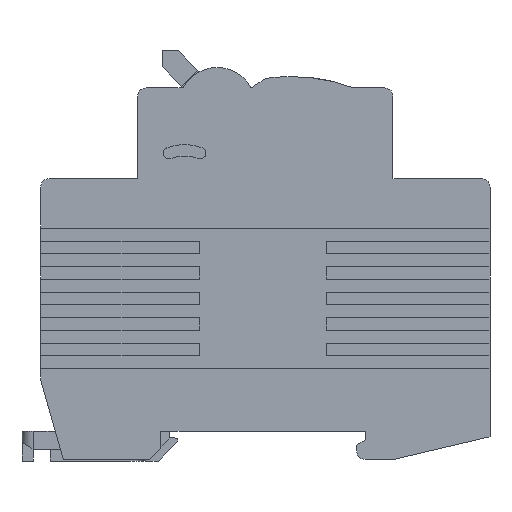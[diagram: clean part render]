
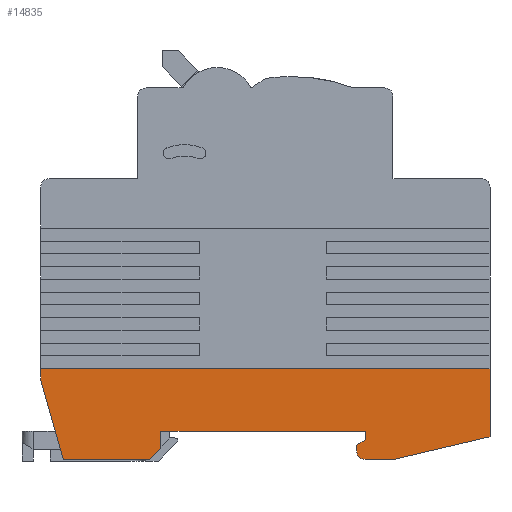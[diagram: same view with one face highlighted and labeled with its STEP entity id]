
A CAD part, left-side view. The second image highlights one B-rep face of the part: STEP entity #14835.
In plain terms, the highlighted face is planar.
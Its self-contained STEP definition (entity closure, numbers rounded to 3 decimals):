
#237 = CARTESIAN_POINT ( 'NONE',  ( 35.6, 39.2, -32. ) ) ;
#370 = ORIENTED_EDGE ( 'NONE', *, *, #9138, .T. ) ;
#399 = ORIENTED_EDGE ( 'NONE', *, *, #14301, .T. ) ;
#406 = DIRECTION ( 'NONE',  ( 0., 0., -1. ) ) ;
#582 = VERTEX_POINT ( 'NONE', #3689 ) ;
#755 = DIRECTION ( 'NONE',  ( 1., 0., 0. ) ) ;
#1154 = CARTESIAN_POINT ( 'NONE',  ( 35.6, 57.2, -43. ) ) ;
#1477 = CARTESIAN_POINT ( 'NONE',  ( 35.6, 21.2, -46. ) ) ;
#1651 = DIRECTION ( 'NONE',  ( 0., 0., -1. ) ) ;
#1727 = DIRECTION ( 'NONE',  ( 0., 0., 1. ) ) ;
#1756 = EDGE_CURVE ( 'NONE', #10277, #6692, #16159, .T. ) ;
#1827 = LINE ( 'NONE', #3484, #18767 ) ;
#1988 = AXIS2_PLACEMENT_3D ( 'NONE', #18653, #755, #2515 ) ;
#2005 = ORIENTED_EDGE ( 'NONE', *, *, #17631, .T. ) ;
#2038 = EDGE_CURVE ( 'NONE', #7053, #10416, #6639, .T. ) ;
#2047 = LINE ( 'NONE', #13779, #3883 ) ;
#2085 = VECTOR ( 'NONE', #17421, 1000. ) ;
#2182 = CARTESIAN_POINT ( 'NONE',  ( 35.6, 39.2, -43. ) ) ;
#2515 = DIRECTION ( 'NONE',  ( 0., 0., -1. ) ) ;
#2676 = VECTOR ( 'NONE', #16610, 1000. ) ;
#2742 = VERTEX_POINT ( 'NONE', #4734 ) ;
#2775 = DIRECTION ( 'NONE',  ( 0., 0., -1. ) ) ;
#2823 = DIRECTION ( 'NONE',  ( -1., 0., 0. ) ) ;
#3247 = ORIENTED_EDGE ( 'NONE', *, *, #2038, .T. ) ;
#3381 = CARTESIAN_POINT ( 'NONE',  ( 35.6, 0., -34. ) ) ;
#3484 = CARTESIAN_POINT ( 'NONE',  ( 35.6, 5.336, -52.675 ) ) ;
#3687 = AXIS2_PLACEMENT_3D ( 'NONE', #16084, #2823, #17725 ) ;
#3689 = CARTESIAN_POINT ( 'NONE',  ( 35.6, 55.7, -45.5 ) ) ;
#3846 = VECTOR ( 'NONE', #1727, 1000. ) ;
#3883 = VECTOR ( 'NONE', #10933, 1000. ) ;
#3976 = LINE ( 'NONE', #11874, #2676 ) ;
#4067 = VECTOR ( 'NONE', #14959, 1000. ) ;
#4250 = VERTEX_POINT ( 'NONE', #15662 ) ;
#4307 = LINE ( 'NONE', #8734, #12751 ) ;
#4578 = EDGE_CURVE ( 'NONE', #15839, #17872, #4307, .T. ) ;
#4616 = CARTESIAN_POINT ( 'NONE',  ( 35.6, 21.2, -43. ) ) ;
#4734 = CARTESIAN_POINT ( 'NONE',  ( 35.6, 79.2, -44. ) ) ;
#5417 = CARTESIAN_POINT ( 'NONE',  ( 35.6, 57.2, -44.5 ) ) ;
#5512 = DIRECTION ( 'NONE',  ( 0., 1., 0. ) ) ;
#5660 = LINE ( 'NONE', #17485, #6833 ) ;
#5680 = VECTOR ( 'NONE', #406, 1000. ) ;
#6304 = EDGE_CURVE ( 'NONE', #2742, #6692, #2047, .T. ) ;
#6565 = DIRECTION ( 'NONE',  ( 0., -0.275, 0.962 ) ) ;
#6639 = LINE ( 'NONE', #2182, #14159 ) ;
#6692 = VERTEX_POINT ( 'NONE', #10243 ) ;
#6715 = EDGE_CURVE ( 'NONE', #7053, #13811, #3976, .T. ) ;
#6833 = VECTOR ( 'NONE', #2775, 1000. ) ;
#6943 = ORIENTED_EDGE ( 'NONE', *, *, #17820, .F. ) ;
#7053 = VERTEX_POINT ( 'NONE', #4616 ) ;
#7123 = CARTESIAN_POINT ( 'NONE',  ( 35.6, 55.7, -46.5 ) ) ;
#7150 = EDGE_CURVE ( 'NONE', #12709, #15839, #14773, .T. ) ;
#7171 = CARTESIAN_POINT ( 'NONE',  ( 35.6, 39.2, -48. ) ) ;
#7546 = ORIENTED_EDGE ( 'NONE', *, *, #4578, .T. ) ;
#8734 = CARTESIAN_POINT ( 'NONE',  ( 35.6, 0., -43. ) ) ;
#8969 = DIRECTION ( 'NONE',  ( 0., -1., 0. ) ) ;
#8977 = EDGE_CURVE ( 'NONE', #15597, #17872, #1827, .T. ) ;
#9015 = FACE_OUTER_BOUND ( 'NONE', #9639, .T. ) ;
#9067 = CARTESIAN_POINT ( 'NONE',  ( 35.6, 31.7, -35.5 ) ) ;
#9127 = VECTOR ( 'NONE', #8969, 1000. ) ;
#9138 = EDGE_CURVE ( 'NONE', #15755, #10277, #11273, .T. ) ;
#9639 = EDGE_LOOP ( 'NONE', ( #17160, #14070, #7546, #18102, #18313, #18184, #18824, #3247, #2005, #399, #6943, #370, #10517, #14325 ) ) ;
#10243 = CARTESIAN_POINT ( 'NONE',  ( 35.6, 62.2, -48. ) ) ;
#10277 = VERTEX_POINT ( 'NONE', #12555 ) ;
#10416 = VERTEX_POINT ( 'NONE', #1154 ) ;
#10517 = ORIENTED_EDGE ( 'NONE', *, *, #1756, .T. ) ;
#10801 = LINE ( 'NONE', #16727, #3846 ) ;
#10933 = DIRECTION ( 'NONE',  ( 0., -0.973, -0.229 ) ) ;
#11012 = CARTESIAN_POINT ( 'NONE',  ( 35.6, 79.2, -32. ) ) ;
#11273 = CIRCLE ( 'NONE', #1988, 1.5 ) ;
#11874 = CARTESIAN_POINT ( 'NONE',  ( 35.6, 21.2, -43. ) ) ;
#12417 = CARTESIAN_POINT ( 'NONE',  ( 35.6, 4., -48. ) ) ;
#12555 = CARTESIAN_POINT ( 'NONE',  ( 35.6, 57.2, -48. ) ) ;
#12709 = VERTEX_POINT ( 'NONE', #11012 ) ;
#12751 = VECTOR ( 'NONE', #1651, 1000. ) ;
#12764 = LINE ( 'NONE', #12869, #2085 ) ;
#12869 = CARTESIAN_POINT ( 'NONE',  ( 35.6, 39.2, -48. ) ) ;
#13544 = VECTOR ( 'NONE', #5512, 1000. ) ;
#13616 = LINE ( 'NONE', #9067, #4067 ) ;
#13660 = VERTEX_POINT ( 'NONE', #5417 ) ;
#13681 = CARTESIAN_POINT ( 'NONE',  ( 35.6, 57.2, -43. ) ) ;
#13779 = CARTESIAN_POINT ( 'NONE',  ( 35.6, 41.521, -52.866 ) ) ;
#13811 = VERTEX_POINT ( 'NONE', #1477 ) ;
#13997 = DIRECTION ( 'NONE',  ( 0., 1., 0. ) ) ;
#14070 = ORIENTED_EDGE ( 'NONE', *, *, #7150, .T. ) ;
#14159 = VECTOR ( 'NONE', #13997, 1000. ) ;
#14173 = DIRECTION ( 'NONE',  ( 0., -0.832, -0.555 ) ) ;
#14301 = EDGE_CURVE ( 'NONE', #13660, #582, #16425, .T. ) ;
#14325 = ORIENTED_EDGE ( 'NONE', *, *, #6304, .F. ) ;
#14511 = CARTESIAN_POINT ( 'NONE',  ( 35.6, 0., -32. ) ) ;
#14773 = LINE ( 'NONE', #237, #9127 ) ;
#14835 = ADVANCED_FACE ( 'NONE', ( #9015 ), #14905, .F. ) ;
#14905 = PLANE ( 'NONE',  #3687 ) ;
#14959 = DIRECTION ( 'NONE',  ( 0., -0.707, -0.707 ) ) ;
#15002 = EDGE_CURVE ( 'NONE', #15597, #4250, #12764, .T. ) ;
#15597 = VERTEX_POINT ( 'NONE', #12417 ) ;
#15662 = CARTESIAN_POINT ( 'NONE',  ( 35.6, 19.2, -48. ) ) ;
#15755 = VERTEX_POINT ( 'NONE', #7123 ) ;
#15839 = VERTEX_POINT ( 'NONE', #14511 ) ;
#16066 = VECTOR ( 'NONE', #14173, 1000. ) ;
#16084 = CARTESIAN_POINT ( 'NONE',  ( 35.6, 39.2, -43. ) ) ;
#16159 = LINE ( 'NONE', #7171, #13544 ) ;
#16425 = LINE ( 'NONE', #17973, #16066 ) ;
#16610 = DIRECTION ( 'NONE',  ( 0., 0., -1. ) ) ;
#16727 = CARTESIAN_POINT ( 'NONE',  ( 35.6, 55.7, -43. ) ) ;
#17160 = ORIENTED_EDGE ( 'NONE', *, *, #18412, .F. ) ;
#17421 = DIRECTION ( 'NONE',  ( 0., 1., 0. ) ) ;
#17485 = CARTESIAN_POINT ( 'NONE',  ( 35.6, 79.2, -43. ) ) ;
#17631 = EDGE_CURVE ( 'NONE', #10416, #13660, #18396, .T. ) ;
#17725 = DIRECTION ( 'NONE',  ( 0., -1., 0. ) ) ;
#17820 = EDGE_CURVE ( 'NONE', #15755, #582, #10801, .T. ) ;
#17872 = VERTEX_POINT ( 'NONE', #3381 ) ;
#17973 = CARTESIAN_POINT ( 'NONE',  ( 35.6, 45.431, -52.346 ) ) ;
#18102 = ORIENTED_EDGE ( 'NONE', *, *, #8977, .F. ) ;
#18184 = ORIENTED_EDGE ( 'NONE', *, *, #18207, .F. ) ;
#18207 = EDGE_CURVE ( 'NONE', #13811, #4250, #13616, .T. ) ;
#18313 = ORIENTED_EDGE ( 'NONE', *, *, #15002, .T. ) ;
#18396 = LINE ( 'NONE', #13681, #5680 ) ;
#18412 = EDGE_CURVE ( 'NONE', #12709, #2742, #5660, .T. ) ;
#18653 = CARTESIAN_POINT ( 'NONE',  ( 35.6, 57.2, -46.5 ) ) ;
#18767 = VECTOR ( 'NONE', #6565, 1000. ) ;
#18824 = ORIENTED_EDGE ( 'NONE', *, *, #6715, .F. ) ;
